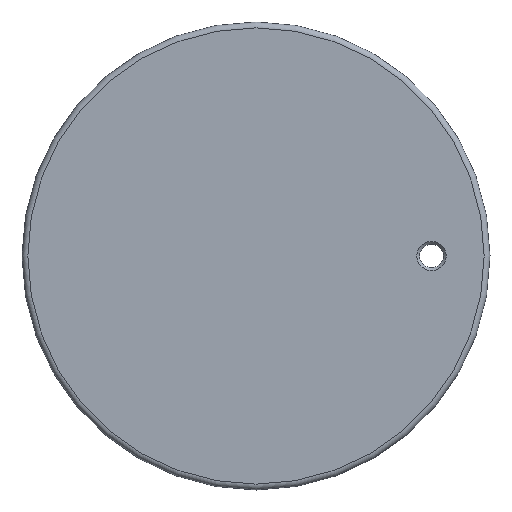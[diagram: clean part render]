
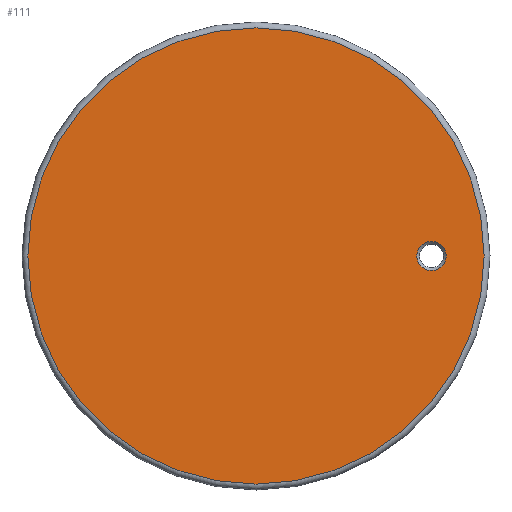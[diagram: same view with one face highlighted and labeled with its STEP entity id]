
A CAD part, left-side view. The second image highlights one B-rep face of the part: STEP entity #111.
In plain terms, the highlighted planar face has unit normal (-1, 0, 0).
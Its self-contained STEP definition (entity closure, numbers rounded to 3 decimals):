
#111=ADVANCED_FACE('',(#137,#129),#126,.F.);
#126=PLANE('',#272);
#129=FACE_OUTER_BOUND('',#163,.T.);
#137=FACE_BOUND('',#162,.T.);
#162=EDGE_LOOP('',(#192));
#163=EDGE_LOOP('',(#193));
#192=ORIENTED_EDGE('',*,*,#238,.T.);
#193=ORIENTED_EDGE('',*,*,#239,.F.);
#222=VERTEX_POINT('',#367);
#223=VERTEX_POINT('',#369);
#238=EDGE_CURVE('',#222,#222,#253,.T.);
#239=EDGE_CURVE('',#223,#223,#254,.T.);
#253=CIRCLE('',#270,2.5);
#254=CIRCLE('',#271,39.);
#270=AXIS2_PLACEMENT_3D('',#366,#306,#307);
#271=AXIS2_PLACEMENT_3D('',#368,#308,#309);
#272=AXIS2_PLACEMENT_3D('',#370,#310,#311);
#306=DIRECTION('',(1.,0.,0.));
#307=DIRECTION('',(0.,0.,-1.));
#308=DIRECTION('',(1.,0.,0.));
#309=DIRECTION('',(0.,0.,-1.));
#310=DIRECTION('',(1.,0.,0.));
#311=DIRECTION('',(0.,0.,-1.));
#366=CARTESIAN_POINT('',(150.,40.,0.));
#367=CARTESIAN_POINT('',(150.,40.,-2.5));
#368=CARTESIAN_POINT('',(150.,70.,0.));
#369=CARTESIAN_POINT('',(150.,70.,-39.));
#370=CARTESIAN_POINT('',(150.,70.,0.));
